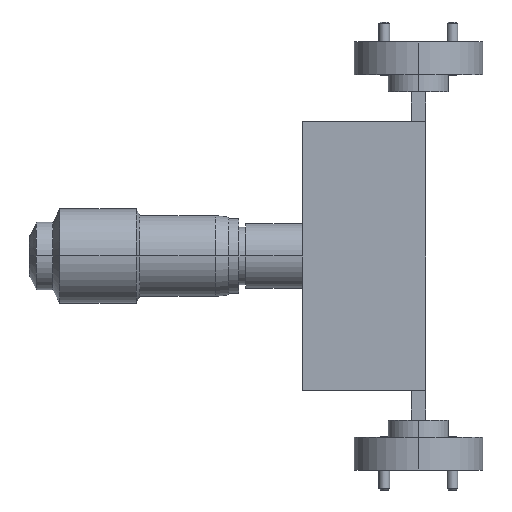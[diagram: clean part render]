
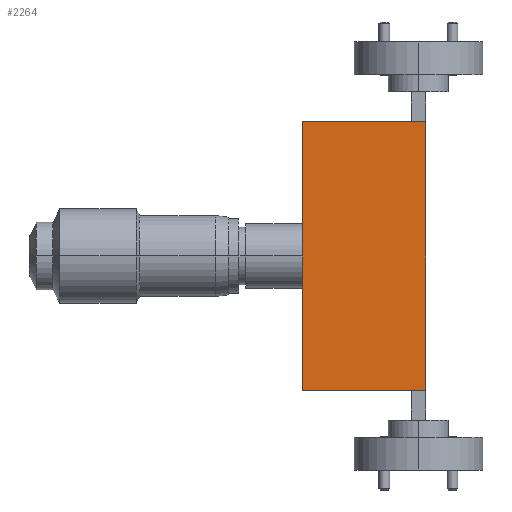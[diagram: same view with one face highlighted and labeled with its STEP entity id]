
A CAD part, left-side view. The second image highlights one B-rep face of the part: STEP entity #2264.
In plain terms, the highlighted planar face has unit normal (-1, 0, 0).
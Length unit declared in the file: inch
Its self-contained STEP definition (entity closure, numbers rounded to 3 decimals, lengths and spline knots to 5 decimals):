
#419 = LINE ( 'NONE', #3101, #3246 ) ;
#567 = VERTEX_POINT ( 'NONE', #7594 ) ;
#624 = EDGE_CURVE ( 'NONE', #6907, #2050, #419, .T. ) ;
#633 = LINE ( 'NONE', #2655, #5798 ) ;
#813 = EDGE_LOOP ( 'NONE', ( #4610, #4473, #3447, #2256 ) ) ;
#1552 = DIRECTION ( 'NONE',  ( 0., 0., 1. ) ) ;
#2050 = VERTEX_POINT ( 'NONE', #4016 ) ;
#2256 = ORIENTED_EDGE ( 'NONE', *, *, #624, .T. ) ;
#2264 = ADVANCED_FACE ( 'NONE', ( #3188 ), #3869, .F. ) ;
#2329 = VECTOR ( 'NONE', #1552, 39.37008 ) ;
#2508 = EDGE_CURVE ( 'NONE', #6907, #567, #633, .T. ) ;
#2655 = CARTESIAN_POINT ( 'NONE',  ( -0.72696, 0.36362, 0.196 ) ) ;
#3101 = CARTESIAN_POINT ( 'NONE',  ( -0.72696, -0.35638, 0.196 ) ) ;
#3188 = FACE_OUTER_BOUND ( 'NONE', #813, .T. ) ;
#3246 = VECTOR ( 'NONE', #6402, 39.37008 ) ;
#3447 = ORIENTED_EDGE ( 'NONE', *, *, #2508, .F. ) ;
#3640 = CARTESIAN_POINT ( 'NONE',  ( -0.72696, 0.36362, 1.766 ) ) ;
#3869 = PLANE ( 'NONE',  #7492 ) ;
#4016 = CARTESIAN_POINT ( 'NONE',  ( -0.72696, -0.35638, 1.766 ) ) ;
#4473 = ORIENTED_EDGE ( 'NONE', *, *, #5406, .F. ) ;
#4610 = ORIENTED_EDGE ( 'NONE', *, *, #5134, .T. ) ;
#4918 = CARTESIAN_POINT ( 'NONE',  ( -0.72696, 0.36362, 0.196 ) ) ;
#5134 = EDGE_CURVE ( 'NONE', #2050, #7502, #7097, .T. ) ;
#5406 = EDGE_CURVE ( 'NONE', #567, #7502, #7009, .T. ) ;
#5412 = DIRECTION ( 'NONE',  ( 0., 1., 0. ) ) ;
#5595 = VECTOR ( 'NONE', #8410, 39.37008 ) ;
#5798 = VECTOR ( 'NONE', #5412, 39.37008 ) ;
#5959 = CARTESIAN_POINT ( 'NONE',  ( -0.72696, 0.36362, 0.196 ) ) ;
#6402 = DIRECTION ( 'NONE',  ( 0., 0., 1. ) ) ;
#6664 = CARTESIAN_POINT ( 'NONE',  ( -0.72696, 0.36362, 1.766 ) ) ;
#6907 = VERTEX_POINT ( 'NONE', #8358 ) ;
#7009 = LINE ( 'NONE', #4918, #2329 ) ;
#7097 = LINE ( 'NONE', #3640, #5595 ) ;
#7418 = DIRECTION ( 'NONE',  ( 1., 0., 0. ) ) ;
#7492 = AXIS2_PLACEMENT_3D ( 'NONE', #5959, #7418, #7978 ) ;
#7502 = VERTEX_POINT ( 'NONE', #6664 ) ;
#7594 = CARTESIAN_POINT ( 'NONE',  ( -0.72696, 0.36362, 0.196 ) ) ;
#7978 = DIRECTION ( 'NONE',  ( 0., 1., 0. ) ) ;
#8358 = CARTESIAN_POINT ( 'NONE',  ( -0.72696, -0.35638, 0.196 ) ) ;
#8410 = DIRECTION ( 'NONE',  ( 0., 1., 0. ) ) ;
